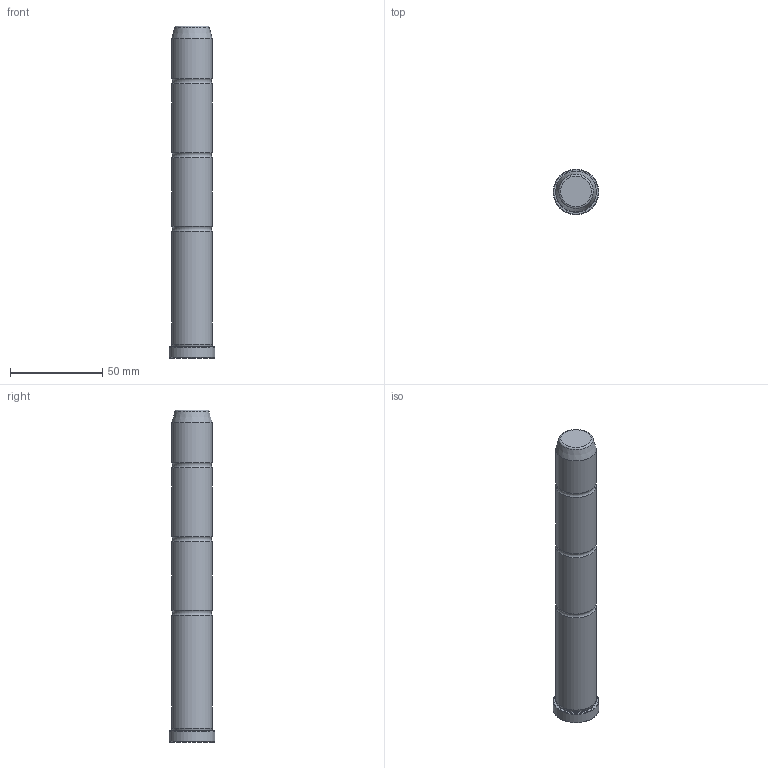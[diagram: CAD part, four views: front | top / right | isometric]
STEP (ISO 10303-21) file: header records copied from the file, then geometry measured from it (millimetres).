
FILE_DESCRIPTION(('STEP AP214'),'1');
FILE_NAME('T20M-22X180.stp','2023-10-04T08:40:58',(' '),(' '),'Spatial InterOp 3D',' ',' ');
FILE_SCHEMA(('automotive_design'));
Length unit declared in the file: metre
Products named in the file (1): 1
Bounding box: 24.8 x 24.8 x 180 mm (x, y, z)
Volume: 68400.6 mm3; surface area: 13321.2 mm2
Topology: 1 solids, 1 shells, 18 faces, 33 edges, 18 vertices
Faces by surface type: cylinder 6, torus 5, cone 4, plane 3
Full cylindrical faces by diameter (mm): 21.4 x1, 22 x4, 24.8 x1
Entity records: 600 total; most frequent: DIRECTION 72, CARTESIAN_POINT 53, AXIS2_PLACEMENT_3D 36, STYLED_ITEM 35, PRESENTATION_STYLE_ASSIGNMENT 35, COLOUR_RGB 35, EDGE_LOOP 34, ORIENTED_EDGE 34
